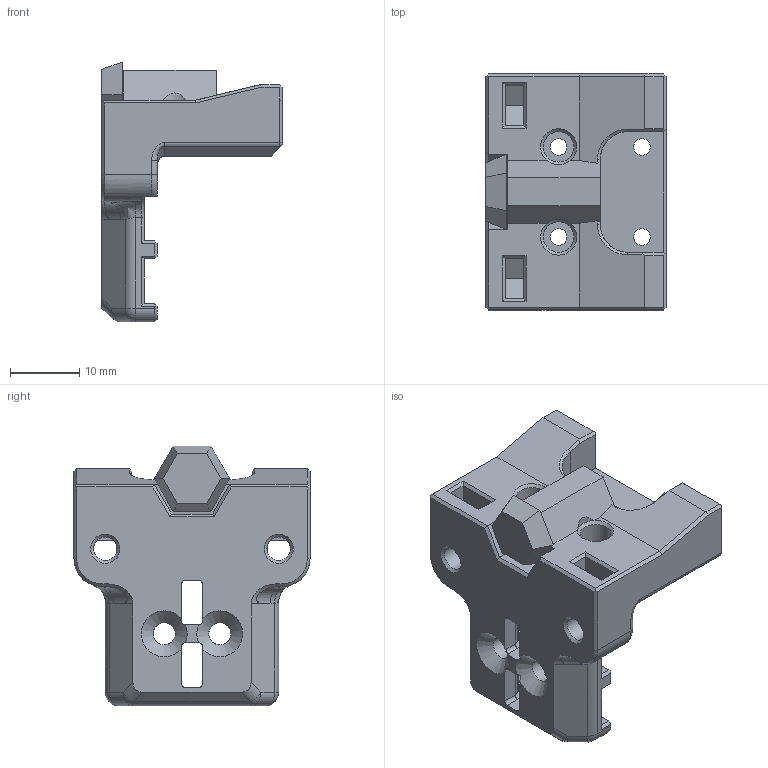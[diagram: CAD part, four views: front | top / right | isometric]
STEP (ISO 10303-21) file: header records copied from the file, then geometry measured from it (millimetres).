
FILE_DESCRIPTION(/* description */ (''),/* implementation_level */ '2;1');
FILE_NAME(/* name */ 'X Carriage_MGN7 v1.step',/* time_stamp */ '2023-12-29T16:28:29-09:00',/* author */ (''),/* organization */ (''),/* preprocessor_version */ 'ST-DEVELOPER v20',/* originating_system */ 'Autodesk Translation Framework v12.14.0.127',/* authorisation */ '');
FILE_SCHEMA (('AUTOMOTIVE_DESIGN { 1 0 10303 214 3 1 1 }'));
Length unit declared in the file: millimetre
Products named in the file (3): X Carriage_MGN7; X Carriage Body; X Carriage Support
Assembly tree (2 placements, depth 2):
  X Carriage_MGN7
    X Carriage Body
    X Carriage Support
Bounding box: 26 x 34 x 37.45 mm (x, y, z)
Volume: 9374.8 mm3; surface area: 5867.9 mm2
Topology: 2 solids, 2 shells, 314 faces, 846 edges, 525 vertices
Faces by surface type: plane 213, cylinder 58, cone 19, bspline 10, torus 10, sphere 4
Full cylindrical faces by diameter (mm): 2.4 x4, 3.2 x2, 3.4 x5, 4.4 x2, 4.7 x2
Entity records: 10560 total; most frequent: CARTESIAN_POINT 2583, ORIENTED_EDGE 1684, DIRECTION 1607, EDGE_CURVE 842, LINE 623, VECTOR 623, VERTEX_POINT 525, AXIS2_PLACEMENT_3D 492
